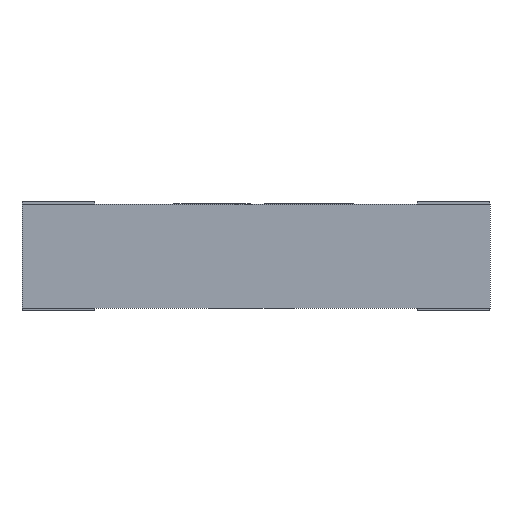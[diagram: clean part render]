
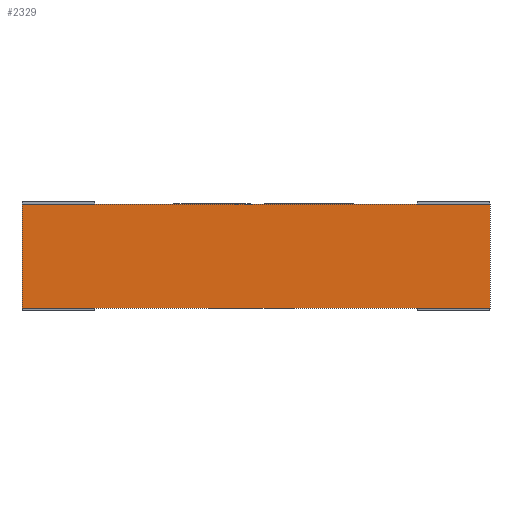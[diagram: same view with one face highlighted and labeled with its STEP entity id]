
A CAD part, front view. The second image highlights one B-rep face of the part: STEP entity #2329.
In plain terms, the highlighted free-form (B-spline) face has degree [1, 1] with [2, 2] control points.
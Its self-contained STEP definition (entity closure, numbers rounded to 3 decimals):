
#594 = VERTEX_POINT('',#595);
#595 = CARTESIAN_POINT('',(-2.25,-1.6,1.02));
#600 = EDGE_CURVE('',#594,#601,#603,.T.);
#601 = VERTEX_POINT('',#602);
#602 = CARTESIAN_POINT('',(2.25,-1.6,1.02));
#603 = B_SPLINE_CURVE_WITH_KNOTS('',1,(#604,#605),.UNSPECIFIED.,.F.,.F.,
  (2,2),(0.,4.5),.PIECEWISE_BEZIER_KNOTS.);
#604 = CARTESIAN_POINT('',(-2.25,-1.6,1.02));
#605 = CARTESIAN_POINT('',(2.25,-1.6,1.02));
#1694 = VERTEX_POINT('',#1695);
#1695 = CARTESIAN_POINT('',(2.25,-1.6,0.02));
#1700 = EDGE_CURVE('',#1701,#1694,#1703,.T.);
#1701 = VERTEX_POINT('',#1702);
#1702 = CARTESIAN_POINT('',(-2.25,-1.6,0.02));
#1703 = B_SPLINE_CURVE_WITH_KNOTS('',1,(#1704,#1705),.UNSPECIFIED.,.F.,
  .F.,(2,2),(0.,4.5),.PIECEWISE_BEZIER_KNOTS.);
#1704 = CARTESIAN_POINT('',(-2.25,-1.6,0.02));
#1705 = CARTESIAN_POINT('',(2.25,-1.6,0.02));
#2260 = EDGE_CURVE('',#601,#1694,#2261,.T.);
#2261 = B_SPLINE_CURVE_WITH_KNOTS('',1,(#2262,#2263),.UNSPECIFIED.,.F.,
  .F.,(2,2),(-0.,1.),.PIECEWISE_BEZIER_KNOTS.);
#2262 = CARTESIAN_POINT('',(2.25,-1.6,1.02));
#2263 = CARTESIAN_POINT('',(2.25,-1.6,0.02));
#2320 = EDGE_CURVE('',#594,#1701,#2321,.T.);
#2321 = B_SPLINE_CURVE_WITH_KNOTS('',1,(#2322,#2323),.UNSPECIFIED.,.F.,
  .F.,(2,2),(-0.,1.),.PIECEWISE_BEZIER_KNOTS.);
#2322 = CARTESIAN_POINT('',(-2.25,-1.6,1.02));
#2323 = CARTESIAN_POINT('',(-2.25,-1.6,0.02));
#2329 = ADVANCED_FACE('',(#2330),#2336,.F.);
#2330 = FACE_BOUND('',#2331,.T.);
#2331 = EDGE_LOOP('',(#2332,#2333,#2334,#2335));
#2332 = ORIENTED_EDGE('',*,*,#1700,.T.);
#2333 = ORIENTED_EDGE('',*,*,#2260,.F.);
#2334 = ORIENTED_EDGE('',*,*,#600,.F.);
#2335 = ORIENTED_EDGE('',*,*,#2320,.T.);
#2336 = B_SPLINE_SURFACE_WITH_KNOTS('',1,1,(
    (#2337,#2338)
    ,(#2339,#2340
    )),.UNSPECIFIED.,.F.,.F.,.F.,(2,2),(2,2),(-1.,0.),(0.,4.5),
  .PIECEWISE_BEZIER_KNOTS.);
#2337 = CARTESIAN_POINT('',(-2.25,-1.6,0.02));
#2338 = CARTESIAN_POINT('',(2.25,-1.6,0.02));
#2339 = CARTESIAN_POINT('',(-2.25,-1.6,1.02));
#2340 = CARTESIAN_POINT('',(2.25,-1.6,1.02));
